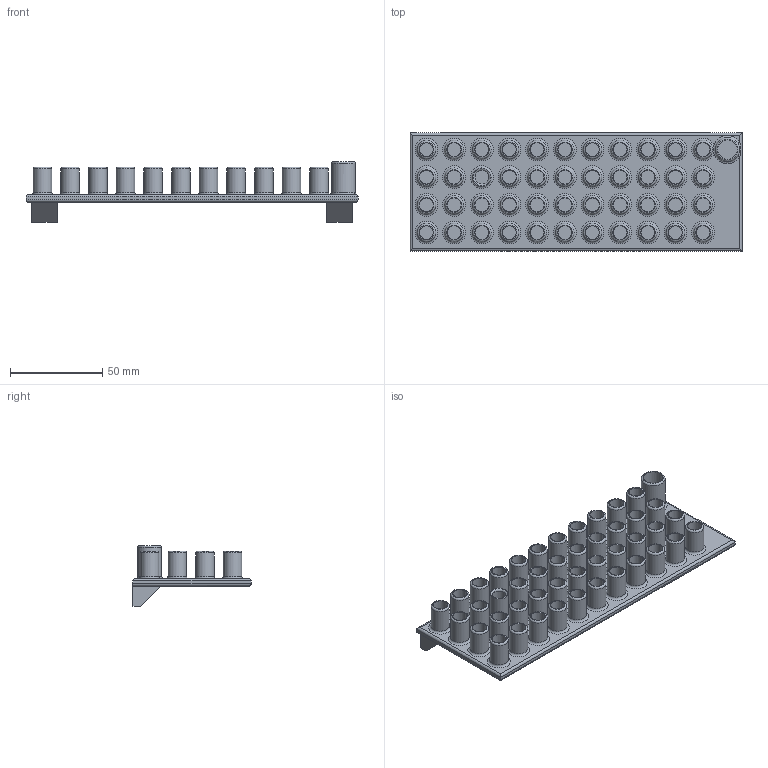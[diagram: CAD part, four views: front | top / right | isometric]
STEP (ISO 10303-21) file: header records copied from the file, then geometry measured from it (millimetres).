
FILE_DESCRIPTION(/* description */ ('STEP AP242','CAx-IF Rec.Pracs.---Representation and Presentation of Product Manufacturing Information (PMI)---4.0---2014-10-13','CAx-IF Rec.Pracs.---3D Tessellated Geometry---0.4---2014-09-14','2;1'),/* implementation_level */ '2;1');
FILE_NAME(/* name */ '661d88ab89d8d33628853b3b',/* time_stamp */ '2024-04-15T20:06:04Z',/* author */ (''),/* organization */ (''),/* preprocessor_version */ 'ST-DEVELOPER v20',/* originating_system */ ' ',/* authorisation */ ' ');
FILE_SCHEMA (('AP242_MANAGED_MODEL_BASED_3D_ENGINEERING_MIM_LF { 1 0 10303 442 1 1 4 }'));
Length unit declared in the file: metre
Products named in the file (1): Green Screw Head Set
Bounding box: 180 x 64 x 33 mm (x, y, z)
Volume: 72396.5 mm3; surface area: 61643.5 mm2
Topology: 1 solids, 1 shells, 293 faces, 512 edges, 309 vertices
Faces by surface type: plane 104, cylinder 98, torus 90, bspline 1
Full cylindrical faces by diameter (mm): 7.5 x44, 10 x44, 10.5 x1, 13 x1
Entity records: 6146 total; most frequent: DIRECTION 1197, CARTESIAN_POINT 966, ORIENTED_EDGE 662, AXIS2_PLACEMENT_3D 576, EDGE_LOOP 560, FACE_BOUND 560, EDGE_CURVE 331, VERTEX_POINT 307
